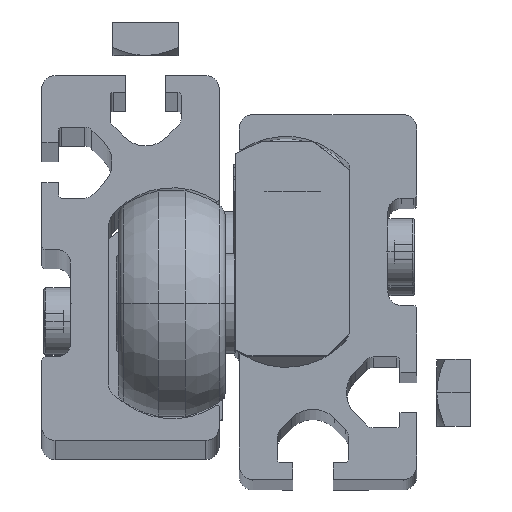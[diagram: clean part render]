
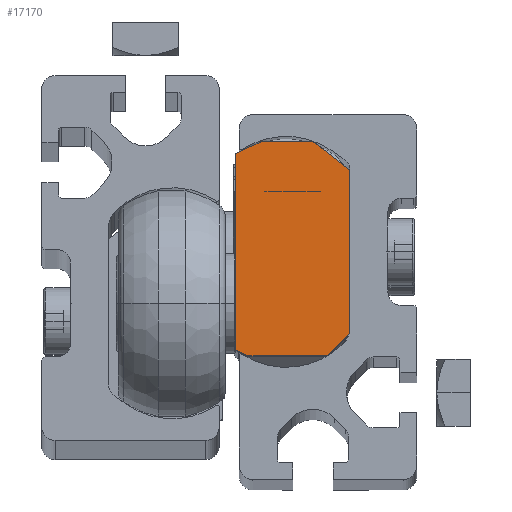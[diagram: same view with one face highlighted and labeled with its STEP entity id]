
A CAD part, top view. The second image highlights one B-rep face of the part: STEP entity #17170.
In plain terms, the highlighted face is planar.
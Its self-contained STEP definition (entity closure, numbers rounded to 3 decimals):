
#547 = ORIENTED_EDGE ( 'NONE', *, *, #2236, .F. ) ;
#690 = CARTESIAN_POINT ( 'NONE',  ( -19., -12.2, 8.5 ) ) ;
#696 = LINE ( 'NONE', #13471, #19018 ) ;
#755 = CARTESIAN_POINT ( 'NONE',  ( -19., 12.203, 8.5 ) ) ;
#905 = CARTESIAN_POINT ( 'NONE',  ( -19., -15.5, 5.2 ) ) ;
#1125 = CARTESIAN_POINT ( 'NONE',  ( -19., -12.2, 8.5 ) ) ;
#1720 = CARTESIAN_POINT ( 'NONE',  ( -19., -15.5, 5.2 ) ) ;
#2014 = EDGE_CURVE ( 'NONE', #3953, #4013, #15968, .T. ) ;
#2236 = EDGE_CURVE ( 'NONE', #7395, #19069, #696, .T. ) ;
#2458 = LINE ( 'NONE', #8694, #7100 ) ;
#2488 = DIRECTION ( 'NONE',  ( 0., -0.707, -0.707 ) ) ;
#2535 = VERTEX_POINT ( 'NONE', #15727 ) ;
#3036 = ORIENTED_EDGE ( 'NONE', *, *, #4966, .T. ) ;
#3898 = CARTESIAN_POINT ( 'NONE',  ( -19., -15.5, -6.7 ) ) ;
#3953 = VERTEX_POINT ( 'NONE', #905 ) ;
#4013 = VERTEX_POINT ( 'NONE', #3898 ) ;
#4966 = EDGE_CURVE ( 'NONE', #7395, #5945, #5220, .T. ) ;
#5220 = LINE ( 'NONE', #14909, #16917 ) ;
#5945 = VERTEX_POINT ( 'NONE', #18584 ) ;
#6274 = AXIS2_PLACEMENT_3D ( 'NONE', #10865, #18858, #9396 ) ;
#7100 = VECTOR ( 'NONE', #8899, 1000. ) ;
#7102 = DIRECTION ( 'NONE',  ( 0., 0.616, -0.788 ) ) ;
#7112 = EDGE_CURVE ( 'NONE', #16667, #19069, #13325, .T. ) ;
#7243 = EDGE_LOOP ( 'NONE', ( #19966, #547, #3036, #9271, #7954, #10872, #11424, #14027 ) ) ;
#7290 = LINE ( 'NONE', #1125, #20003 ) ;
#7334 = EDGE_CURVE ( 'NONE', #5945, #2535, #2458, .T. ) ;
#7395 = VERTEX_POINT ( 'NONE', #16496 ) ;
#7404 = VECTOR ( 'NONE', #14420, 1000. ) ;
#7954 = ORIENTED_EDGE ( 'NONE', *, *, #17168, .T. ) ;
#8694 = CARTESIAN_POINT ( 'NONE',  ( -19., 14.681, -8.5 ) ) ;
#8851 = VECTOR ( 'NONE', #7102, 1000. ) ;
#8899 = DIRECTION ( 'NONE',  ( 0., -1., 0. ) ) ;
#9271 = ORIENTED_EDGE ( 'NONE', *, *, #7334, .T. ) ;
#9297 = DIRECTION ( 'NONE',  ( 0., 1., 0. ) ) ;
#9396 = DIRECTION ( 'NONE',  ( 0., 0., 1. ) ) ;
#10865 = CARTESIAN_POINT ( 'NONE',  ( -19., 1.5, 22.2 ) ) ;
#10872 = ORIENTED_EDGE ( 'NONE', *, *, #2014, .F. ) ;
#11174 = CARTESIAN_POINT ( 'NONE',  ( -19., -12.2, 8.5 ) ) ;
#11424 = ORIENTED_EDGE ( 'NONE', *, *, #20429, .F. ) ;
#11928 = CARTESIAN_POINT ( 'NONE',  ( -19., -14.661, -8.5 ) ) ;
#12238 = VECTOR ( 'NONE', #9297, 1000. ) ;
#12719 = FACE_OUTER_BOUND ( 'NONE', #7243, .T. ) ;
#12904 = DIRECTION ( 'NONE',  ( 0., -0.423, -0.906 ) ) ;
#12970 = CARTESIAN_POINT ( 'NONE',  ( -19., 16.5, 3. ) ) ;
#13325 = LINE ( 'NONE', #755, #8851 ) ;
#13471 = CARTESIAN_POINT ( 'NONE',  ( -19., 16.5, -4.6 ) ) ;
#13994 = LINE ( 'NONE', #11928, #18227 ) ;
#14027 = ORIENTED_EDGE ( 'NONE', *, *, #16507, .T. ) ;
#14189 = LINE ( 'NONE', #11174, #12238 ) ;
#14420 = DIRECTION ( 'NONE',  ( 0., 0., -1. ) ) ;
#14909 = CARTESIAN_POINT ( 'NONE',  ( -19., 16.5, -4.6 ) ) ;
#15727 = CARTESIAN_POINT ( 'NONE',  ( -19., -14.661, -8.5 ) ) ;
#15968 = LINE ( 'NONE', #1720, #7404 ) ;
#16362 = CARTESIAN_POINT ( 'NONE',  ( -19., 12.203, 8.5 ) ) ;
#16496 = CARTESIAN_POINT ( 'NONE',  ( -19., 16.5, -4.6 ) ) ;
#16507 = EDGE_CURVE ( 'NONE', #18541, #16667, #14189, .T. ) ;
#16667 = VERTEX_POINT ( 'NONE', #16362 ) ;
#16917 = VECTOR ( 'NONE', #12904, 1000. ) ;
#17168 = EDGE_CURVE ( 'NONE', #2535, #4013, #13994, .T. ) ;
#17170 = ADVANCED_FACE ( 'NONE', ( #12719 ), #18954, .T. ) ;
#18227 = VECTOR ( 'NONE', #18244, 1000. ) ;
#18244 = DIRECTION ( 'NONE',  ( 0., -0.423, 0.906 ) ) ;
#18541 = VERTEX_POINT ( 'NONE', #690 ) ;
#18584 = CARTESIAN_POINT ( 'NONE',  ( -19., 14.681, -8.5 ) ) ;
#18858 = DIRECTION ( 'NONE',  ( -1., 0., 0. ) ) ;
#18954 = PLANE ( 'NONE',  #6274 ) ;
#19018 = VECTOR ( 'NONE', #19706, 1000. ) ;
#19069 = VERTEX_POINT ( 'NONE', #12970 ) ;
#19706 = DIRECTION ( 'NONE',  ( 0., 0., 1. ) ) ;
#19966 = ORIENTED_EDGE ( 'NONE', *, *, #7112, .T. ) ;
#20003 = VECTOR ( 'NONE', #2488, 1000. ) ;
#20429 = EDGE_CURVE ( 'NONE', #18541, #3953, #7290, .T. ) ;
